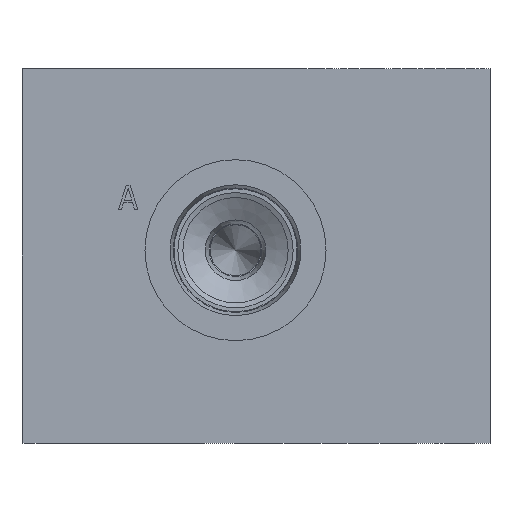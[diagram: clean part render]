
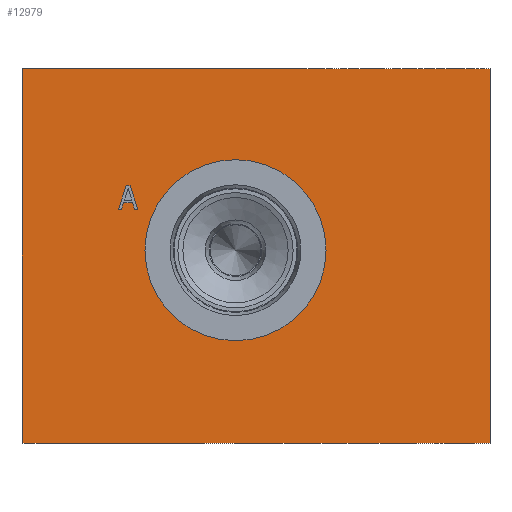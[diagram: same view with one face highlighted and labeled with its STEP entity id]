
A CAD part, left-side view. The second image highlights one B-rep face of the part: STEP entity #12979.
In plain terms, the highlighted planar face has unit normal (-1, 0, 0).
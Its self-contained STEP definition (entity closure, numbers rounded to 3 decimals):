
#180=CIRCLE('',#13689,24.562);
#181=CIRCLE('',#13690,24.562);
#491=FACE_BOUND('',#1773,.T.);
#492=FACE_BOUND('',#1774,.T.);
#656=PLANE('',#13688);
#1058=FACE_OUTER_BOUND('',#1772,.T.);
#1772=EDGE_LOOP('',(#8903,#8904,#8905,#8906));
#1773=EDGE_LOOP('',(#8907,#8908));
#1774=EDGE_LOOP('',(#8909,#8910,#8911,#8912,#8913,#8914,#8915,#8916));
#2511=LINE('',#17613,#3752);
#2669=LINE('',#18087,#3910);
#2673=LINE('',#18095,#3914);
#2676=LINE('',#18101,#3917);
#2679=LINE('',#18107,#3920);
#2682=LINE('',#18113,#3923);
#2685=LINE('',#18119,#3926);
#2688=LINE('',#18125,#3929);
#2691=LINE('',#18130,#3932);
#2693=LINE('',#18135,#3934);
#2694=LINE('',#18137,#3935);
#2695=LINE('',#18138,#3936);
#3752=VECTOR('',#14514,10.);
#3910=VECTOR('',#14798,10.);
#3914=VECTOR('',#14804,10.);
#3917=VECTOR('',#14809,10.);
#3920=VECTOR('',#14814,10.);
#3923=VECTOR('',#14819,10.);
#3926=VECTOR('',#14824,10.);
#3929=VECTOR('',#14829,10.);
#3932=VECTOR('',#14834,10.);
#3934=VECTOR('',#14840,10.);
#3935=VECTOR('',#14841,10.);
#3936=VECTOR('',#14842,10.);
#5329=VERTEX_POINT('',#17609);
#5331=VERTEX_POINT('',#17612);
#5455=VERTEX_POINT('',#18085);
#5456=VERTEX_POINT('',#18086);
#5459=VERTEX_POINT('',#18094);
#5461=VERTEX_POINT('',#18100);
#5463=VERTEX_POINT('',#18106);
#5465=VERTEX_POINT('',#18112);
#5467=VERTEX_POINT('',#18118);
#5469=VERTEX_POINT('',#18124);
#5471=VERTEX_POINT('',#18134);
#5472=VERTEX_POINT('',#18136);
#5473=VERTEX_POINT('',#18139);
#5474=VERTEX_POINT('',#18140);
#6624=EDGE_CURVE('',#5331,#5329,#2511,.T.);
#6806=EDGE_CURVE('',#5455,#5456,#2669,.T.);
#6810=EDGE_CURVE('',#5459,#5455,#2673,.T.);
#6813=EDGE_CURVE('',#5461,#5459,#2676,.T.);
#6816=EDGE_CURVE('',#5463,#5461,#2679,.T.);
#6819=EDGE_CURVE('',#5465,#5463,#2682,.T.);
#6822=EDGE_CURVE('',#5467,#5465,#2685,.T.);
#6825=EDGE_CURVE('',#5469,#5467,#2688,.T.);
#6828=EDGE_CURVE('',#5456,#5469,#2691,.T.);
#6830=EDGE_CURVE('',#5329,#5471,#2693,.T.);
#6831=EDGE_CURVE('',#5472,#5471,#2694,.T.);
#6832=EDGE_CURVE('',#5331,#5472,#2695,.T.);
#6833=EDGE_CURVE('',#5473,#5474,#180,.T.);
#6834=EDGE_CURVE('',#5474,#5473,#181,.T.);
#8903=ORIENTED_EDGE('',*,*,#6624,.T.);
#8904=ORIENTED_EDGE('',*,*,#6830,.T.);
#8905=ORIENTED_EDGE('',*,*,#6831,.F.);
#8906=ORIENTED_EDGE('',*,*,#6832,.F.);
#8907=ORIENTED_EDGE('',*,*,#6833,.T.);
#8908=ORIENTED_EDGE('',*,*,#6834,.T.);
#8909=ORIENTED_EDGE('',*,*,#6806,.T.);
#8910=ORIENTED_EDGE('',*,*,#6828,.T.);
#8911=ORIENTED_EDGE('',*,*,#6825,.T.);
#8912=ORIENTED_EDGE('',*,*,#6822,.T.);
#8913=ORIENTED_EDGE('',*,*,#6819,.T.);
#8914=ORIENTED_EDGE('',*,*,#6816,.T.);
#8915=ORIENTED_EDGE('',*,*,#6813,.T.);
#8916=ORIENTED_EDGE('',*,*,#6810,.T.);
#12979=ADVANCED_FACE('',(#1058,#491,#492),#656,.T.);
#13688=AXIS2_PLACEMENT_3D('',#18133,#14838,#14839);
#13689=AXIS2_PLACEMENT_3D('',#18141,#14843,#14844);
#13690=AXIS2_PLACEMENT_3D('',#18142,#14845,#14846);
#14514=DIRECTION('',(0.,-1.,0.));
#14798=DIRECTION('',(0.,1.,0.));
#14804=DIRECTION('',(0.,0.309,-0.951));
#14809=DIRECTION('',(0.,1.,0.));
#14814=DIRECTION('',(0.,0.309,0.951));
#14819=DIRECTION('',(0.,1.,0.));
#14824=DIRECTION('',(0.,-0.319,-0.948));
#14829=DIRECTION('',(0.,-1.,0.));
#14834=DIRECTION('',(0.,-0.319,0.948));
#14838=DIRECTION('center_axis',(-1.,0.,0.));
#14839=DIRECTION('ref_axis',(0.,-1.,0.));
#14840=DIRECTION('',(0.,0.,1.));
#14841=DIRECTION('',(0.,-1.,0.));
#14842=DIRECTION('',(0.,0.,1.));
#14843=DIRECTION('center_axis',(1.,0.,0.));
#14844=DIRECTION('ref_axis',(0.,1.,0.));
#14845=DIRECTION('center_axis',(1.,0.,0.));
#14846=DIRECTION('ref_axis',(0.,1.,0.));
#17609=CARTESIAN_POINT('',(0.,0.,0.));
#17612=CARTESIAN_POINT('',(0.,127.,0.));
#17613=CARTESIAN_POINT('',(0.,127.,0.));
#18085=CARTESIAN_POINT('',(0.,99.993,63.5));
#18086=CARTESIAN_POINT('',(0.,100.847,63.5));
#18087=CARTESIAN_POINT('',(0.,113.497,63.5));
#18094=CARTESIAN_POINT('',(0.,99.417,65.275));
#18095=CARTESIAN_POINT('',(0.,110.317,31.699));
#18100=CARTESIAN_POINT('',(0.,96.993,65.275));
#18101=CARTESIAN_POINT('',(0.,111.997,65.275));
#18106=CARTESIAN_POINT('',(0.,96.417,63.5));
#18107=CARTESIAN_POINT('',(0.,88.55,39.268));
#18112=CARTESIAN_POINT('',(0.,95.527,63.5));
#18113=CARTESIAN_POINT('',(0.,111.263,63.5));
#18118=CARTESIAN_POINT('',(0.,97.667,69.85));
#18119=CARTESIAN_POINT('',(0.,88.592,42.929));
#18124=CARTESIAN_POINT('',(0.,98.707,69.85));
#18125=CARTESIAN_POINT('',(0.,112.853,69.85));
#18130=CARTESIAN_POINT('',(0.,111.793,31.032));
#18133=CARTESIAN_POINT('Origin',(0.,127.,0.));
#18134=CARTESIAN_POINT('',(0.,0.,101.6));
#18135=CARTESIAN_POINT('',(0.,0.,0.));
#18136=CARTESIAN_POINT('',(0.,127.,101.6));
#18137=CARTESIAN_POINT('',(0.,127.,101.6));
#18138=CARTESIAN_POINT('',(0.,127.,0.));
#18139=CARTESIAN_POINT('',(0.,93.624,52.375));
#18140=CARTESIAN_POINT('',(0.,44.501,52.375));
#18141=CARTESIAN_POINT('Origin',(0.,69.063,52.375));
#18142=CARTESIAN_POINT('Origin',(0.,69.063,52.375));
